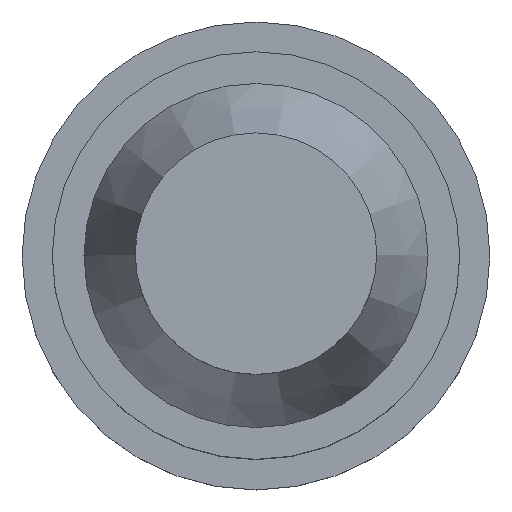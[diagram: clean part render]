
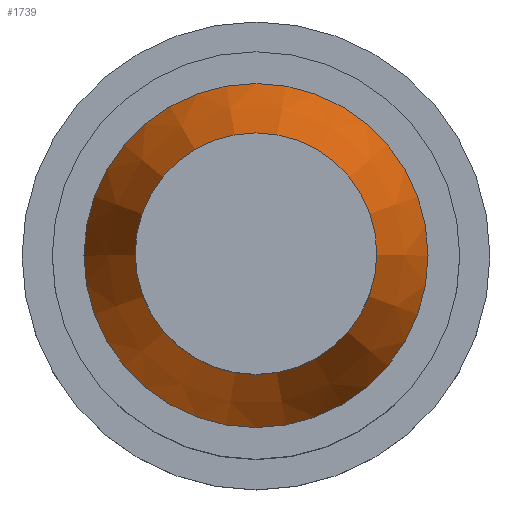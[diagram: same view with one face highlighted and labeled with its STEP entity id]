
A CAD part, top view. The second image highlights one B-rep face of the part: STEP entity #1739.
In plain terms, the highlighted conical face has half-angle 19.779 degrees and reference radius 17.1 mm.
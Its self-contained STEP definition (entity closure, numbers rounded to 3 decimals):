
#13=CONICAL_SURFACE($,#1824,17.1,19.779);
#39=CIRCLE($,#1823,7.75);
#40=CIRCLE($,#1825,17.1);
#67=FACE_BOUND($,#371,.T.);
#256=FACE_OUTER_BOUND($,#370,.T.);
#370=EDGE_LOOP($,(#1505));
#371=EDGE_LOOP($,(#1506));
#828=VERTEX_POINT($,#3029);
#829=VERTEX_POINT($,#3032);
#1057=EDGE_CURVE($,#828,#828,#39,.T.);
#1058=EDGE_CURVE($,#829,#829,#40,.T.);
#1505=ORIENTED_EDGE($,*,*,#1058,.F.);
#1506=ORIENTED_EDGE($,*,*,#1057,.T.);
#1739=ADVANCED_FACE($,(#256,#67),#13,.T.);
#1823=AXIS2_PLACEMENT_3D($,#3030,#2131,#2132);
#1824=AXIS2_PLACEMENT_3D($,#3031,#2133,#2134);
#1825=AXIS2_PLACEMENT_3D($,#3033,#2135,#2136);
#2131=DIRECTION('center_axis',(0.,0.,-1.));
#2132=DIRECTION('ref_axis',(-1.,0.,0.));
#2133=DIRECTION('center_axis',(0.,0.,-1.));
#2134=DIRECTION('ref_axis',(1.,0.,0.));
#2135=DIRECTION('center_axis',(0.,0.,-1.));
#2136=DIRECTION('ref_axis',(1.,0.,0.));
#3029=CARTESIAN_POINT('',(-7.75,0.,67.));
#3030=CARTESIAN_POINT('Origin',(0.,0.,67.));
#3031=CARTESIAN_POINT('Origin',(0.,0.,41.));
#3032=CARTESIAN_POINT('',(-17.1,0.,41.));
#3033=CARTESIAN_POINT('Origin',(0.,0.,41.));
